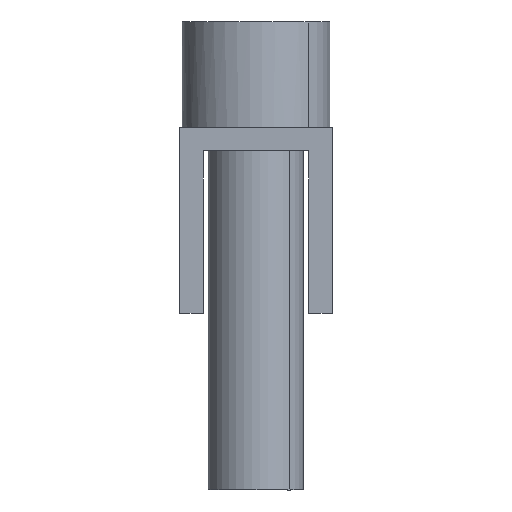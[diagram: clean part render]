
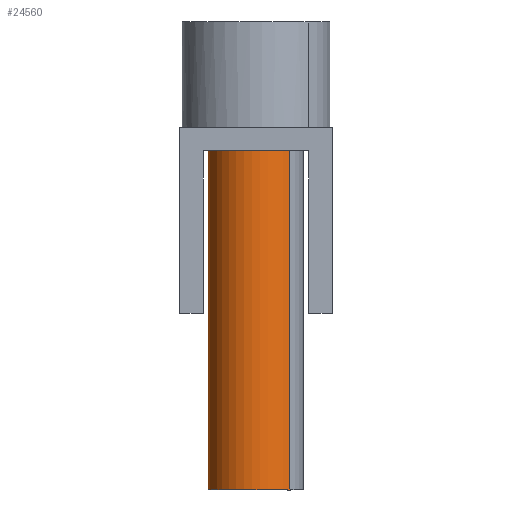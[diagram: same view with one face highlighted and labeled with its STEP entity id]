
A CAD part, left-side view. The second image highlights one B-rep face of the part: STEP entity #24560.
In plain terms, the highlighted cylindrical face has radius 2 mm (diameter 4 mm), a partial arc.
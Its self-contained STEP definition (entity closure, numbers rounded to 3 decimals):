
#6580=CARTESIAN_POINT('',(3.2,6.8,2.85));
#6590=DIRECTION('',(0.,-1.,0.));
#6600=DIRECTION('',(-0.707,0.,
-0.707));
#6610=AXIS2_PLACEMENT_3D('',#6580,#6590,#6600);
#6620=CIRCLE('',#6610,2.);
#6630=CARTESIAN_POINT('',(1.786,6.8,1.436));
#6640=VERTEX_POINT('',#6630);
#6650=CARTESIAN_POINT('',(4.614,6.8,4.264));
#6660=VERTEX_POINT('',#6650);
#6670=EDGE_CURVE('',#6640,#6660,#6620,.T.);
#19930=CARTESIAN_POINT('',(4.614,0.45,
4.264));
#19940=DIRECTION('',(0.,-1.,0.));
#19950=VECTOR('',#19940,1.);
#19960=LINE('',#19930,#19950);
#19970=CARTESIAN_POINT('',(4.614,-7.4,
4.264));
#19980=VERTEX_POINT('',#19970);
#19990=EDGE_CURVE('',#6660,#19980,#19960,.T.);
#20010=CARTESIAN_POINT('',(3.2,-7.4,
2.85));
#20020=DIRECTION('',(0.,-1.,0.));
#20030=DIRECTION('',(-0.707,0.,
-0.707));
#20040=AXIS2_PLACEMENT_3D('',#20010,#20020,#20030);
#20050=CIRCLE('',#20040,2.);
#20060=CARTESIAN_POINT('',(1.786,-7.4,
1.436));
#20070=VERTEX_POINT('',#20060);
#20100=CARTESIAN_POINT('',(1.786,0.45,
1.436));
#20110=DIRECTION('',(0.,-1.,0.));
#20120=VECTOR('',#20110,1.);
#20130=LINE('',#20100,#20120);
#20140=EDGE_CURVE('',#6640,#20070,#20130,.T.);
#20320=EDGE_CURVE('',#20070,#19980,#20050,.T.);
#24450=CARTESIAN_POINT('',(3.2,0.45,2.85));
#24460=DIRECTION('',(0.,-1.,0.));
#24470=DIRECTION('',(-0.707,0.,
-0.707));
#24480=AXIS2_PLACEMENT_3D('',#24450,#24460,#24470);
#24490=CYLINDRICAL_SURFACE('',#24480,2.);
#24500=ORIENTED_EDGE('',*,*,#20320,.F.);
#24510=ORIENTED_EDGE('',*,*,#19990,.T.);
#24520=ORIENTED_EDGE('',*,*,#6670,.T.);
#24530=ORIENTED_EDGE('',*,*,#20140,.F.);
#24540=EDGE_LOOP('',(#24530,#24520,#24510,#24500));
#24550=FACE_OUTER_BOUND('',#24540,.T.);
#24560=ADVANCED_FACE('',(#24550),#24490,.T.);
